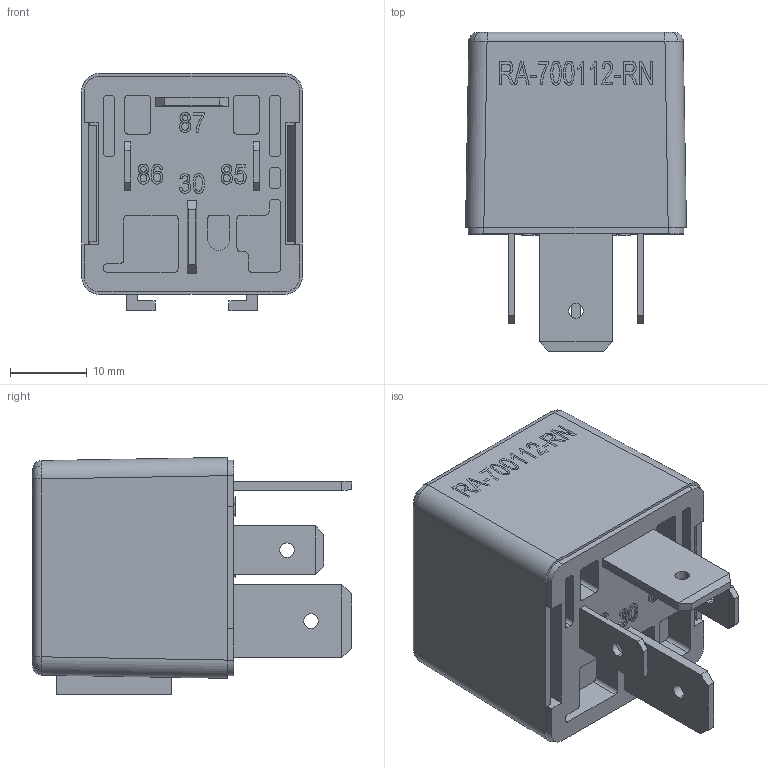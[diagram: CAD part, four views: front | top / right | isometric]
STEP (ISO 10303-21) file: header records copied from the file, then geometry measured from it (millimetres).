
FILE_DESCRIPTION (( 'STEP AP214' ), '1' );
FILE_NAME ('User Library-RA-700112-RN.STEP', '2015-01-06T14:21:10', ( 'Windows User' ), ( '' ), 'SwSTEP 2.0', 'SolidWorks 2015', '' );
FILE_SCHEMA (( 'AUTOMOTIVE_DESIGN' ));
Length unit declared in the file: inch
Products named in the file (1): User Library-RA-700112-RN
Bounding box: 28.78 x 41.55 x 30.9 mm (x, y, z)
Volume: 6833.7 mm3; surface area: 11894.7 mm2
Topology: 6 solids, 6 shells, 552 faces, 1430 edges, 934 vertices
Faces by surface type: plane 307, bspline 175, cylinder 70
Entity records: 31923 total; most frequent: CARTESIAN_POINT 12932, ORIENTED_EDGE 2860, DIRECTION 1952, EDGE_CURVE 1430, VECTOR 948, LINE 948, VERTEX_POINT 934, EDGE_LOOP 612
